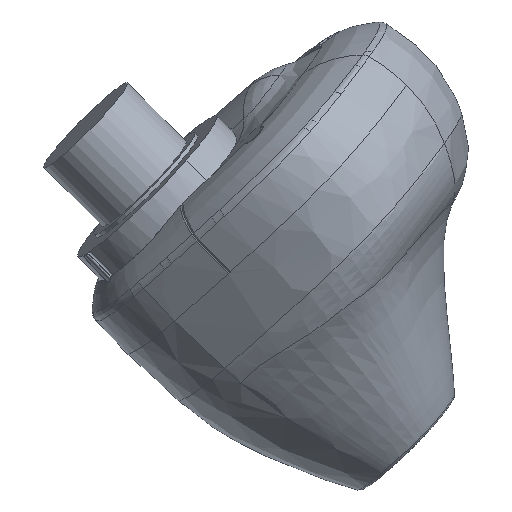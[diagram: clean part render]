
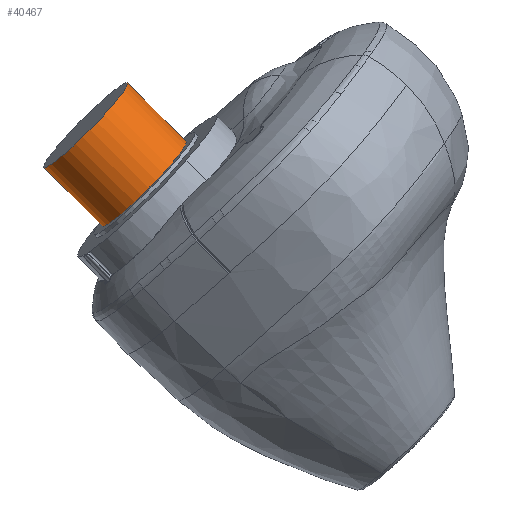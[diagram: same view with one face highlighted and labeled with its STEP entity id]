
A CAD part, left-side view. The second image highlights one B-rep face of the part: STEP entity #40467.
In plain terms, the highlighted cylindrical face has radius 15 mm (diameter 30 mm), a partial arc.
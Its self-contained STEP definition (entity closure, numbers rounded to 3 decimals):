
#1822 = DIRECTION ( 'NONE',  ( 0.107, -0.707, -0.699 ) ) ;
#1825 = CARTESIAN_POINT ( 'NONE',  ( 520.14, 36.269, 444.869 ) ) ;
#2619 = AXIS2_PLACEMENT_3D ( 'NONE', #11284, #11029, #11309 ) ;
#3061 = CARTESIAN_POINT ( 'NONE',  ( 520.14, 15.167, 466.193 ) ) ;
#3253 = CARTESIAN_POINT ( 'NONE',  ( 520.14, 36.269, 444.869 ) ) ;
#3254 = CARTESIAN_POINT ( 'NONE',  ( 522.382, 21.428, 430.182 ) ) ;
#3322 = CARTESIAN_POINT ( 'NONE',  ( 522.382, 0.326, 451.505 ) ) ;
#6881 = FACE_OUTER_BOUND ( 'NONE', #45359, .T. ) ;
#6887 = CYLINDRICAL_SURFACE ( 'NONE', #2619, 15. ) ;
#6980 = CIRCLE ( 'NONE', #28139, 15. ) ;
#7065 = LINE ( 'NONE', #1825, #7479 ) ;
#7269 = VECTOR ( 'NONE', #20395, 1000. ) ;
#7300 = LINE ( 'NONE', #20385, #7269 ) ;
#7479 = VECTOR ( 'NONE', #1822, 1000. ) ;
#7690 = CIRCLE ( 'NONE', #28771, 15. ) ;
#11029 = DIRECTION ( 'NONE',  ( 0.107, -0.707, -0.699 ) ) ;
#11284 = CARTESIAN_POINT ( 'NONE',  ( 520.14, 25.718, 455.531 ) ) ;
#11309 = DIRECTION ( 'NONE',  ( 0., 0.703, -0.711 ) ) ;
#20385 = CARTESIAN_POINT ( 'NONE',  ( 520.14, 15.167, 466.193 ) ) ;
#20395 = DIRECTION ( 'NONE',  ( 0.107, -0.707, -0.699 ) ) ;
#28056 = EDGE_CURVE ( 'NONE', #45938, #45403, #7300, .T. ) ;
#28139 = AXIS2_PLACEMENT_3D ( 'NONE', #39595, #39594, #39599 ) ;
#28400 = EDGE_CURVE ( 'NONE', #45538, #45519, #7065, .T. ) ;
#28582 = EDGE_CURVE ( 'NONE', #45403, #45519, #7690, .T. ) ;
#28771 = AXIS2_PLACEMENT_3D ( 'NONE', #44398, #44397, #44396 ) ;
#28821 = EDGE_CURVE ( 'NONE', #45538, #45938, #6980, .T. ) ;
#39594 = DIRECTION ( 'NONE',  ( -0.107, 0.707, 0.699 ) ) ;
#39595 = CARTESIAN_POINT ( 'NONE',  ( 520.14, 25.718, 455.531 ) ) ;
#39599 = DIRECTION ( 'NONE',  ( 0., 0.703, -0.711 ) ) ;
#40467 = ADVANCED_FACE ( 'NONE', ( #6881 ), #6887, .T. ) ;
#44396 = DIRECTION ( 'NONE',  ( 0., 0.703, -0.711 ) ) ;
#44397 = DIRECTION ( 'NONE',  ( 0.107, -0.707, -0.699 ) ) ;
#44398 = CARTESIAN_POINT ( 'NONE',  ( 522.382, 10.877, 440.844 ) ) ;
#45359 = EDGE_LOOP ( 'NONE', ( #46236, #45703, #45482, #45677 ) ) ;
#45403 = VERTEX_POINT ( 'NONE', #3322 ) ;
#45482 = ORIENTED_EDGE ( 'NONE', *, *, #28400, .T. ) ;
#45519 = VERTEX_POINT ( 'NONE', #3254 ) ;
#45538 = VERTEX_POINT ( 'NONE', #3253 ) ;
#45677 = ORIENTED_EDGE ( 'NONE', *, *, #28582, .F. ) ;
#45703 = ORIENTED_EDGE ( 'NONE', *, *, #28821, .F. ) ;
#45938 = VERTEX_POINT ( 'NONE', #3061 ) ;
#46236 = ORIENTED_EDGE ( 'NONE', *, *, #28056, .F. ) ;
